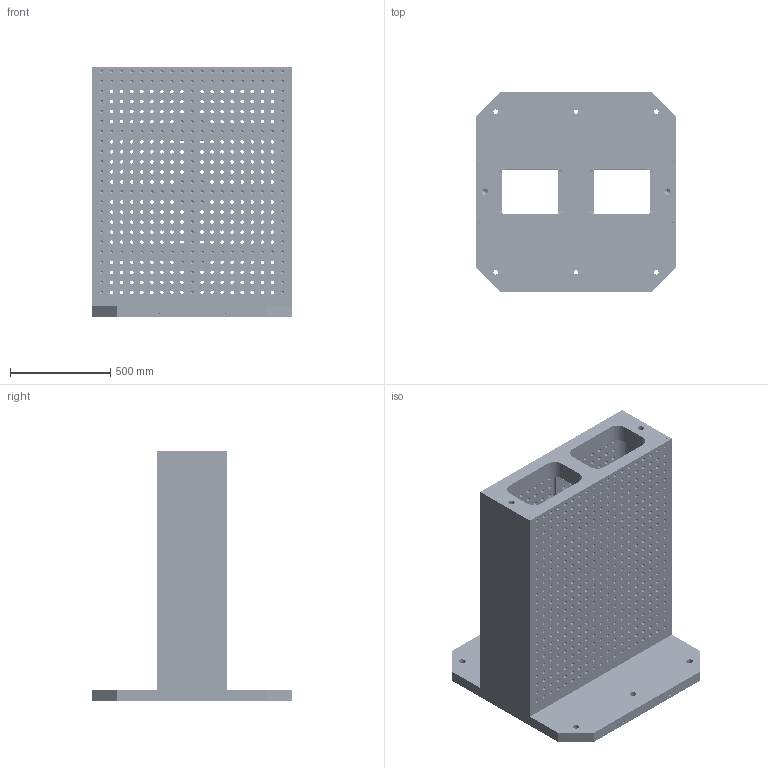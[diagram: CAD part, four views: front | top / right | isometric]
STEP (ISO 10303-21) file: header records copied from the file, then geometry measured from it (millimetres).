
FILE_DESCRIPTION( ( 'Unknown' ), '1' );
FILE_NAME( 'BP11-10001000-1250-16.stp', 'Unknown', ( 'S.C.H' ), ( 'Unknown' ), 'XStep 1.0', 'Unknown', ' ' );
FILE_SCHEMA( ( 'CONFIG_CONTROL_DESIGN' ) );
Length unit declared in the file: millimetre
Products named in the file (1): 1
Bounding box: 1000 x 1000 x 1250 mm (x, y, z)
Volume: 179422793.2 mm3; surface area: 10180658.8 mm2
Topology: 1 solids, 1 shells, 1576 faces, 5258 edges, 3620 vertices
Faces by surface type: cylinder 1029, cone 333, plane 126, torus 84, bspline 4
Full cylindrical faces by diameter (mm): 5 x6, 14 x3, 17.5 x874, 22 x6, 31.67 x2, 32 x6
Entity records: 47952 total; most frequent: CARTESIAN_POINT 10086, DIRECTION 7998, ORIENTED_EDGE 5640, EDGE_LOOP 3882, AXIS2_PLACEMENT_3D 3743, EDGE_CURVE 2820, VERTEX_POINT 2727, FACE_OUTER_BOUND 2473
